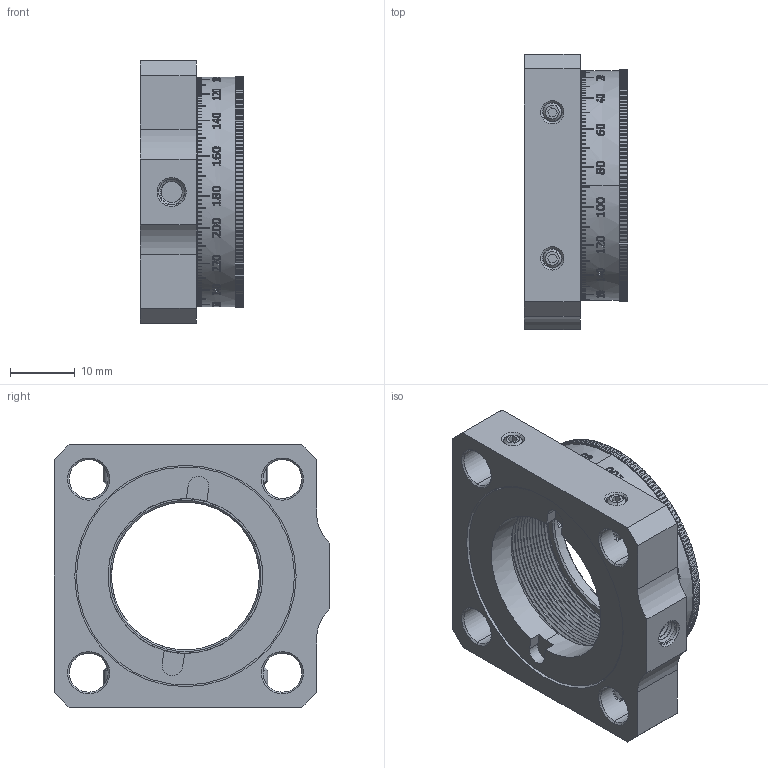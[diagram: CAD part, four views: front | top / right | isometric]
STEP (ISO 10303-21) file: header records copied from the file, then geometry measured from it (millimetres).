
FILE_DESCRIPTION((''),'2;1');
FILE_NAME('CRD-25_ASM','2020-11-02T',('Administrator'),(''),'CREO PARAMETRIC BY PTC INC, 2015290','CREO PARAMETRIC BY PTC INC, 2015290','');
FILE_SCHEMA(('CONFIG_CONTROL_DESIGN'));
Products named in the file (7): M4X4_HSP_2; CRD-25_A1; CRD-25_A3; CRD-25_A2; M3X6_HS; CSK3_1; CRD-25_ASM
Assembly tree (9 placements, depth 2):
  CRD-25_ASM
    M4X4_HSP_2
    CRD-25_A1
    CRD-25_A3
    CRD-25_A2
    M3X6_HS  x4
    CSK3_1
Bounding box: 15.96 x 42.67 x 40.64 mm (x, y, z)
Volume: 12103.4 mm3; surface area: 11814 mm2
Topology: 9 solids, 9 shells, 2713 faces, 7662 edges, 5043 vertices
Faces by surface type: plane 1179, cylinder 746, bspline 686, cone 98, extrusion 3, sphere 1
Entity records: 159511 total; most frequent: CARTESIAN_POINT 94741, ORIENTED_EDGE 15066, DIRECTION 11020, EDGE_CURVE 7533, VERTEX_POINT 4980, VECTOR 4106, LINE 4103, AXIS2_PLACEMENT_3D 3457
